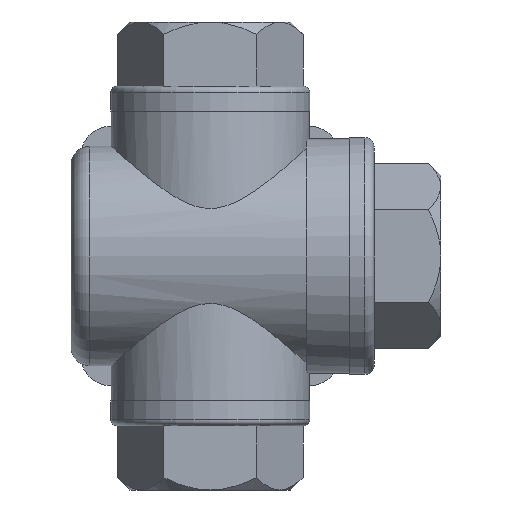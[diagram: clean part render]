
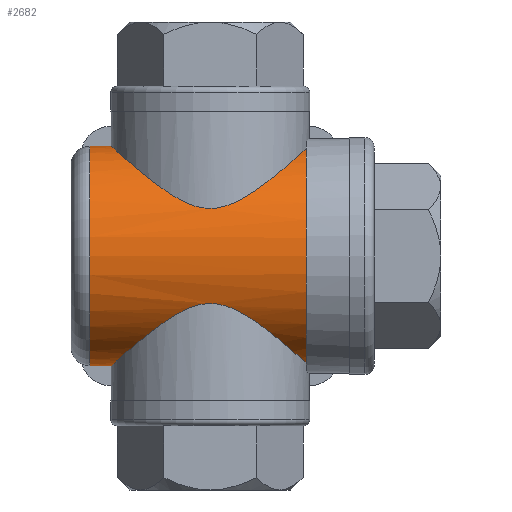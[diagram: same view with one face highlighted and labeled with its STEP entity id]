
A CAD part, front view. The second image highlights one B-rep face of the part: STEP entity #2682.
In plain terms, the highlighted cylindrical face has radius 17.75 mm (diameter 35.5 mm), a full revolution.
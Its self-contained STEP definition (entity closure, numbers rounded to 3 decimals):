
#35=B_SPLINE_CURVE_WITH_KNOTS('',3,(#4193,#4194,#4195,#4196,#4197,#4198,
#4199,#4200,#4201,#4202,#4203,#4204,#4205,#4206,#4207,#4208,#4209,#4210,
#4211,#4212,#4213,#4214,#4215,#4216),.UNSPECIFIED.,.F.,.F.,(4,1,1,1,1,1,
1,1,1,1,1,1,1,1,1,1,1,1,1,1,1,4),(0.,0.005,0.007,
0.009,0.014,0.018,0.02,
0.023,0.025,0.027,0.029,
0.032,0.034,0.036,0.041,
0.045,0.05,0.054,0.059,
0.063,0.068,0.072),.UNSPECIFIED.);
#37=B_SPLINE_CURVE_WITH_KNOTS('',3,(#4231,#4232,#4233,#4234,#4235,#4236,
#4237,#4238,#4239),.UNSPECIFIED.,.F.,.F.,(4,1,1,1,1,1,4),(0.005,
0.011,0.014,0.017,0.02,
0.023,0.028),.UNSPECIFIED.);
#38=B_SPLINE_CURVE_WITH_KNOTS('',3,(#4241,#4242,#4243,#4244,#4245,#4246,
#4247,#4248,#4249,#4250,#4251,#4252,#4253,#4254,#4255,#4256,#4257,#4258,
#4259,#4260,#4261,#4262),.UNSPECIFIED.,.F.,.F.,(4,1,1,1,1,1,1,1,1,1,1,1,
1,1,1,1,1,1,1,4),(0.029,0.033,0.038,
0.042,0.047,0.051,0.056,
0.06,0.065,0.069,0.072,
0.074,0.076,0.078,0.081,
0.083,0.087,0.092,0.097,
0.101),.UNSPECIFIED.);
#128=CYLINDRICAL_SURFACE('',#2913,17.75);
#208=CIRCLE('',#2914,17.75);
#209=CIRCLE('',#2915,17.75);
#447=ORIENTED_EDGE('',*,*,#1192,.T.);
#448=ORIENTED_EDGE('',*,*,#1197,.F.);
#449=ORIENTED_EDGE('',*,*,#1198,.T.);
#450=ORIENTED_EDGE('',*,*,#1199,.F.);
#451=ORIENTED_EDGE('',*,*,#1200,.T.);
#1192=EDGE_CURVE('',#1553,#1552,#35,.T.);
#1197=EDGE_CURVE('',#1557,#1552,#37,.T.);
#1198=EDGE_CURVE('',#1557,#1558,#38,.T.);
#1199=EDGE_CURVE('',#1553,#1558,#208,.T.);
#1200=EDGE_CURVE('',#1559,#1559,#209,.T.);
#1552=VERTEX_POINT('',#4192);
#1553=VERTEX_POINT('',#4217);
#1557=VERTEX_POINT('',#4240);
#1558=VERTEX_POINT('',#4263);
#1559=VERTEX_POINT('',#4266);
#2169=EDGE_LOOP('',(#447,#448,#449,#450));
#2170=EDGE_LOOP('',(#451));
#2387=FACE_BOUND('',#2169,.T.);
#2388=FACE_BOUND('',#2170,.T.);
#2682=ADVANCED_FACE('',(#2387,#2388),#128,.T.);
#2913=AXIS2_PLACEMENT_3D('',#4230,#3350,#3351);
#2914=AXIS2_PLACEMENT_3D('',#4264,#3352,#3353);
#2915=AXIS2_PLACEMENT_3D('',#4265,#3354,#3355);
#3350=DIRECTION('',(1.,0.,0.));
#3351=DIRECTION('',(0.,0.,-1.));
#3352=DIRECTION('',(1.,0.,0.));
#3353=DIRECTION('',(0.,0.,-1.));
#3354=DIRECTION('',(1.,0.,0.));
#3355=DIRECTION('',(0.,0.,-1.));
#4192=CARTESIAN_POINT('',(-5.059,15.179,9.201));
#4193=CARTESIAN_POINT('',(15.5,-3.969,17.301));
#4194=CARTESIAN_POINT('',(15.128,-5.422,16.967));
#4195=CARTESIAN_POINT('',(14.303,-7.403,16.231));
#4196=CARTESIAN_POINT('',(12.771,-9.71,14.901));
#4197=CARTESIAN_POINT('',(11.034,-11.716,13.431));
#4198=CARTESIAN_POINT('',(8.497,-13.737,11.394));
#4199=CARTESIAN_POINT('',(5.558,-15.111,9.372));
#4200=CARTESIAN_POINT('',(2.842,-15.796,8.111));
#4201=CARTESIAN_POINT('',(0.604,-16.044,7.593));
#4202=CARTESIAN_POINT('',(-1.697,-15.963,7.767));
#4203=CARTESIAN_POINT('',(-3.838,-15.58,8.527));
#4204=CARTESIAN_POINT('',(-5.778,-14.964,9.578));
#4205=CARTESIAN_POINT('',(-7.549,-14.15,10.751));
#4206=CARTESIAN_POINT('',(-9.178,-13.153,11.957));
#4207=CARTESIAN_POINT('',(-11.214,-11.54,13.573));
#4208=CARTESIAN_POINT('',(-13.379,-9.085,15.416));
#4209=CARTESIAN_POINT('',(-15.327,-5.26,17.142));
#4210=CARTESIAN_POINT('',(-16.203,-0.778,17.933));
#4211=CARTESIAN_POINT('',(-15.755,3.829,17.527));
#4212=CARTESIAN_POINT('',(-14.116,7.916,16.063));
#4213=CARTESIAN_POINT('',(-11.675,11.176,13.951));
#4214=CARTESIAN_POINT('',(-8.656,13.635,11.516));
#4215=CARTESIAN_POINT('',(-6.344,14.751,9.908));
#4216=CARTESIAN_POINT('',(-5.059,15.179,9.201));
#4217=CARTESIAN_POINT('',(15.5,-3.969,17.301));
#4230=CARTESIAN_POINT('',(26.5,0.,0.));
#4231=CARTESIAN_POINT('',(-5.059,15.179,-9.201));
#4232=CARTESIAN_POINT('',(-6.678,15.719,-8.311));
#4233=CARTESIAN_POINT('',(-8.715,16.728,-6.359));
#4234=CARTESIAN_POINT('',(-10.228,17.587,-2.892));
#4235=CARTESIAN_POINT('',(-10.634,17.83,-0.021));
#4236=CARTESIAN_POINT('',(-10.235,17.591,2.875));
#4237=CARTESIAN_POINT('',(-8.716,16.728,6.361));
#4238=CARTESIAN_POINT('',(-6.67,15.716,8.315));
#4239=CARTESIAN_POINT('',(-5.059,15.179,9.201));
#4240=CARTESIAN_POINT('',(-5.059,15.179,-9.201));
#4241=CARTESIAN_POINT('',(-5.059,15.179,-9.201));
#4242=CARTESIAN_POINT('',(-6.342,14.751,-9.906));
#4243=CARTESIAN_POINT('',(-8.653,13.638,-11.514));
#4244=CARTESIAN_POINT('',(-11.671,11.175,-13.948));
#4245=CARTESIAN_POINT('',(-14.083,7.969,-16.034));
#4246=CARTESIAN_POINT('',(-15.739,3.89,-17.513));
#4247=CARTESIAN_POINT('',(-16.206,-0.698,-17.937));
#4248=CARTESIAN_POINT('',(-15.348,-5.206,-17.161));
#4249=CARTESIAN_POINT('',(-13.406,-9.049,-15.439));
#4250=CARTESIAN_POINT('',(-10.783,-12.031,-13.208));
#4251=CARTESIAN_POINT('',(-8.135,-13.882,-11.139));
#4252=CARTESIAN_POINT('',(-5.784,-14.962,-9.581));
#4253=CARTESIAN_POINT('',(-3.834,-15.581,-8.524));
#4254=CARTESIAN_POINT('',(-1.687,-15.964,-7.764));
#4255=CARTESIAN_POINT('',(0.625,-16.044,-7.593));
#4256=CARTESIAN_POINT('',(2.87,-15.79,-8.122));
#4257=CARTESIAN_POINT('',(5.565,-15.107,-9.379));
#4258=CARTESIAN_POINT('',(8.508,-13.728,-11.403));
#4259=CARTESIAN_POINT('',(11.525,-11.326,-13.825));
#4260=CARTESIAN_POINT('',(14.002,-8.112,-15.963));
#4261=CARTESIAN_POINT('',(15.128,-5.42,-16.968));
#4262=CARTESIAN_POINT('',(15.5,-3.969,-17.301));
#4263=CARTESIAN_POINT('',(15.5,-3.969,-17.301));
#4264=CARTESIAN_POINT('',(15.5,0.,0.));
#4265=CARTESIAN_POINT('',(-19.5,0.,0.));
#4266=CARTESIAN_POINT('',(-19.5,0.,-17.75));
